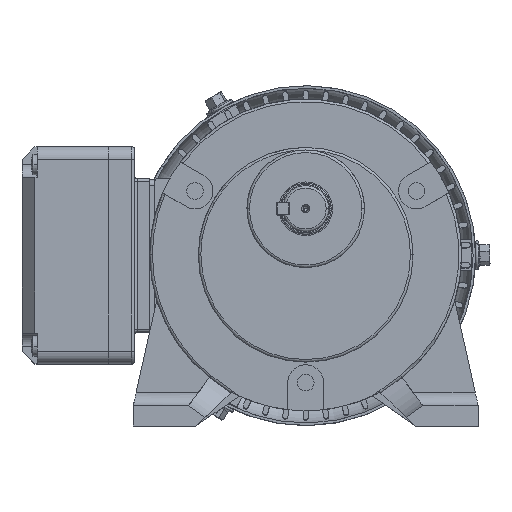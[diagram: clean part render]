
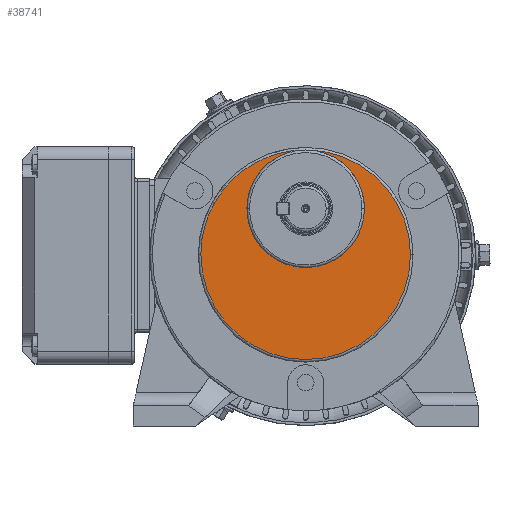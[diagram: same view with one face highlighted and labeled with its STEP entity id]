
A CAD part, top view. The second image highlights one B-rep face of the part: STEP entity #38741.
In plain terms, the highlighted face is planar.
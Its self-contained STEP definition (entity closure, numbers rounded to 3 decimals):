
#9444 = CARTESIAN_POINT ( 'NONE',  ( 0., -9., 41. ) ) ;
#9538 = DIRECTION ( 'NONE',  ( 0., 0., -1. ) ) ;
#9539 = DIRECTION ( 'NONE',  ( 0., -1., 0. ) ) ;
#9540 = CARTESIAN_POINT ( 'NONE',  ( 0., -9., 0. ) ) ;
#9541 = AXIS2_PLACEMENT_3D ( 'NONE', #9540, #9539, #9538 ) ;
#9546 = DIRECTION ( 'NONE',  ( 0., 0., -1. ) ) ;
#9547 = DIRECTION ( 'NONE',  ( 0., -1., 0. ) ) ;
#9548 = CARTESIAN_POINT ( 'NONE',  ( 0., -9., 0. ) ) ;
#9549 = AXIS2_PLACEMENT_3D ( 'NONE', #9548, #9547, #9546 ) ;
#9550 = CIRCLE ( 'NONE', #9549, 41. ) ;
#9554 = CARTESIAN_POINT ( 'NONE',  ( 41., -9., 0. ) ) ;
#9563 = CIRCLE ( 'NONE', #9541, 41. ) ;
#9588 = CARTESIAN_POINT ( 'NONE',  ( 0., -9., -41. ) ) ;
#9628 = AXIS2_PLACEMENT_3D ( 'NONE', #9678, #9669, #9668 ) ;
#9660 = DIRECTION ( 'NONE',  ( 0., 0., -1. ) ) ;
#9667 = DIRECTION ( 'NONE',  ( 0., -1., 0. ) ) ;
#9668 = DIRECTION ( 'NONE',  ( 0., 0., -1. ) ) ;
#9669 = DIRECTION ( 'NONE',  ( 0., -1., 0. ) ) ;
#9671 = CIRCLE ( 'NONE', #9628, 23. ) ;
#9672 = CARTESIAN_POINT ( 'NONE',  ( 18., -9., 0. ) ) ;
#9674 = CIRCLE ( 'NONE', #9679, 23. ) ;
#9678 = CARTESIAN_POINT ( 'NONE',  ( 18., -9., 0. ) ) ;
#9679 = AXIS2_PLACEMENT_3D ( 'NONE', #9672, #9667, #9660 ) ;
#9684 = CARTESIAN_POINT ( 'NONE',  ( 18., -9., 23. ) ) ;
#9707 = CARTESIAN_POINT ( 'NONE',  ( 18., -9., -23. ) ) ;
#10671 = CIRCLE ( 'NONE', #10716, 23. ) ;
#10704 = DIRECTION ( 'NONE',  ( 0., 0., -1. ) ) ;
#10705 = DIRECTION ( 'NONE',  ( 0., -1., 0. ) ) ;
#10706 = CARTESIAN_POINT ( 'NONE',  ( 18., -9., 0. ) ) ;
#10716 = AXIS2_PLACEMENT_3D ( 'NONE', #10706, #10705, #10704 ) ;
#10814 = FACE_OUTER_BOUND ( 'NONE', #38676, .T. ) ;
#10824 = CARTESIAN_POINT ( 'NONE',  ( 0., -9., 0. ) ) ;
#10833 = DIRECTION ( 'NONE',  ( 0., 0., -1. ) ) ;
#10834 = DIRECTION ( 'NONE',  ( 0., -1., 0. ) ) ;
#10835 = AXIS2_PLACEMENT_3D ( 'NONE', #10841, #10834, #10833 ) ;
#10836 = DIRECTION ( 'NONE',  ( 0., 0., -1. ) ) ;
#10837 = DIRECTION ( 'NONE',  ( 0., -1., 0. ) ) ;
#10838 = CIRCLE ( 'NONE', #10835, 41. ) ;
#10841 = CARTESIAN_POINT ( 'NONE',  ( 0., -9., 0. ) ) ;
#10848 = AXIS2_PLACEMENT_3D ( 'NONE', #10824, #10837, #10836 ) ;
#10859 = PLANE ( 'NONE',  #10848 ) ;
#38017 = VERTEX_POINT ( 'NONE', #9444 ) ;
#38049 = VERTEX_POINT ( 'NONE', #9554 ) ;
#38050 = EDGE_CURVE ( 'NONE', #38049, #38017, #9550, .T. ) ;
#38054 = EDGE_CURVE ( 'NONE', #38066, #38049, #9563, .T. ) ;
#38066 = VERTEX_POINT ( 'NONE', #9588 ) ;
#38114 = VERTEX_POINT ( 'NONE', #9684 ) ;
#38117 = EDGE_CURVE ( 'NONE', #38139, #38049, #9671, .T. ) ;
#38119 = EDGE_CURVE ( 'NONE', #38049, #38114, #9674, .T. ) ;
#38139 = VERTEX_POINT ( 'NONE', #9707 ) ;
#38676 = EDGE_LOOP ( 'NONE', ( #38738, #38740, #38742, #38739, #38737, #38744 ) ) ;
#38682 = EDGE_CURVE ( 'NONE', #38114, #38139, #10671, .T. ) ;
#38737 = ORIENTED_EDGE ( 'NONE', *, *, #38117, .F. ) ;
#38738 = ORIENTED_EDGE ( 'NONE', *, *, #38119, .F. ) ;
#38739 = ORIENTED_EDGE ( 'NONE', *, *, #38054, .T. ) ;
#38740 = ORIENTED_EDGE ( 'NONE', *, *, #38050, .T. ) ;
#38741 = ADVANCED_FACE ( 'NONE', ( #10814 ), #10859, .T. ) ;
#38742 = ORIENTED_EDGE ( 'NONE', *, *, #38743, .T. ) ;
#38743 = EDGE_CURVE ( 'NONE', #38017, #38066, #10838, .T. ) ;
#38744 = ORIENTED_EDGE ( 'NONE', *, *, #38682, .F. ) ;
